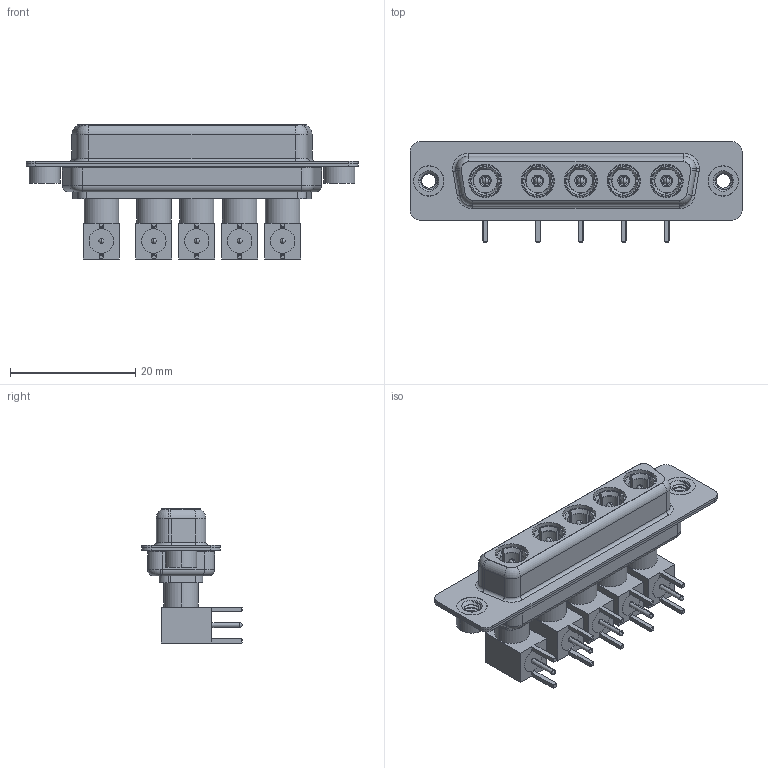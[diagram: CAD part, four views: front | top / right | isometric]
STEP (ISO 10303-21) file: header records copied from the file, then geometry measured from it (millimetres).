
FILE_DESCRIPTION (( 'STEP AP203' ), '1' );
FILE_NAME ('630-5W5-240-5T2.STEP', '2022-05-31T21:54:13', ( '' ), ( '' ), 'SwSTEP 2.0', 'SolidWorks 2020', '' );
FILE_SCHEMA (( 'CONFIG_CONTROL_DESIGN' ));
Length unit declared in the file: millimetre
Products named in the file (16): 630-5W5-240-5T2; Co-Ax Plug Assy_RA; 630Combo Threaded Rivet_2; Insulator Pin_Straight PC Tail; RA Back Shell; Insulator RA Pin; Pin_RA; 630Combo Housing_5W5; 630Combo Shell Front_25 Contacts; Co-Ax Plug_RA PC Tail; Locking Collar; 630Combo Shell Rear_25 Contacts
Assembly tree (40 placements, depth 3):
  630-5W5-240-5T2
    630Combo Housing_5W5
    630Combo Shell Front_25 Contacts
    630Combo Shell Rear_25 Contacts
    630Combo Threaded Rivet_2  x2
    Co-Ax Plug Assy_RA
      Co-Ax Plug_RA PC Tail
      Insulator Pin_Straight PC Tail
      Pin_RA
      Locking Collar
      RA Back Shell
      Insulator RA Pin
    Co-Ax Plug Assy_RA
      Co-Ax Plug_RA PC Tail
      Insulator Pin_Straight PC Tail
      Pin_RA
      Locking Collar
      RA Back Shell
      Insulator RA Pin
    Co-Ax Plug Assy_RA
      Co-Ax Plug_RA PC Tail
      Insulator Pin_Straight PC Tail
      Pin_RA
      Locking Collar
      RA Back Shell
      Insulator RA Pin
    Co-Ax Plug Assy_RA
      Co-Ax Plug_RA PC Tail
      Insulator Pin_Straight PC Tail
      Pin_RA
      Locking Collar
      RA Back Shell
      Insulator RA Pin
    Co-Ax Plug Assy_RA
      Co-Ax Plug_RA PC Tail
      Insulator Pin_Straight PC Tail
      Pin_RA
      Locking Collar
      RA Back Shell
      Insulator RA Pin
Bounding box: 53.05 x 16 x 21.41 mm (x, y, z)
Volume: 4853.5 mm3; surface area: 11795.3 mm2
Topology: 35 solids, 35 shells, 1119 faces, 2690 edges, 1682 vertices
Faces by surface type: cylinder 462, plane 402, cone 137, torus 87, sphere 20, bspline 11
Entity records: 16927 total; most frequent: CARTESIAN_POINT 4081, DIRECTION 2382, ORIENTED_EDGE 2082, EDGE_CURVE 1041, AXIS2_PLACEMENT_3D 966, VERTEX_POINT 656, EDGE_LOOP 495, CIRCLE 488
